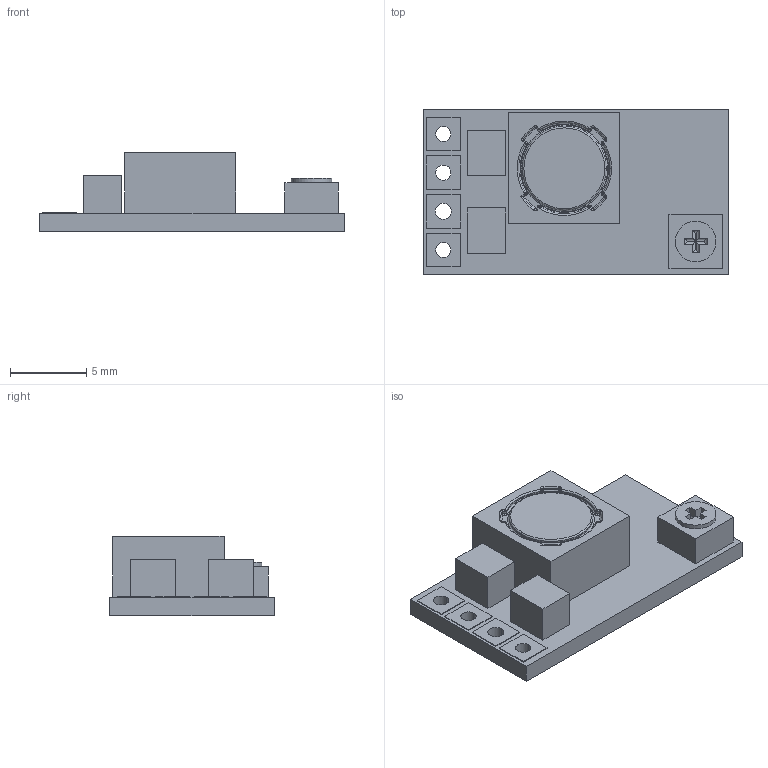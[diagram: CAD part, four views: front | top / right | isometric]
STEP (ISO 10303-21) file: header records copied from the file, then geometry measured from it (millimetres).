
FILE_DESCRIPTION (( 'STEP AP214' ), '1' );
FILE_NAME ('MS2315.STEP', '2020-05-01T16:20:54', ( 'Jarek' ), ( '' ), 'SwSTEP 2.0', 'SolidWorks 2018', '' );
FILE_SCHEMA (( 'AUTOMOTIVE_DESIGN' ));
Length unit declared in the file: millimetre
Products named in the file (2): MS2315
Bounding box: 20 x 10.8 x 5.2 mm (x, y, z)
Volume: 530.3 mm3; surface area: 731.9 mm2
Topology: 1 solids, 1 shells, 198 faces, 461 edges, 269 vertices
Faces by surface type: plane 70, cylinder 68, torus 41, sphere 19
Entity records: 7239 total; most frequent: DIRECTION 1026, CARTESIAN_POINT 978, ORIENTED_EDGE 890, EDGE_CURVE 445, AXIS2_PLACEMENT_3D 395, VERTEX_POINT 261, VECTOR 236, LINE 236
